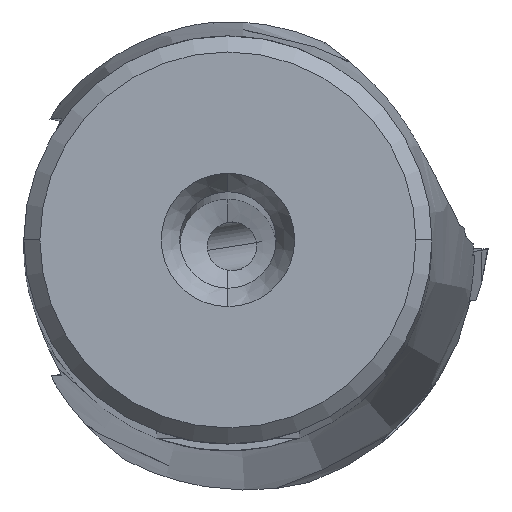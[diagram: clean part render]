
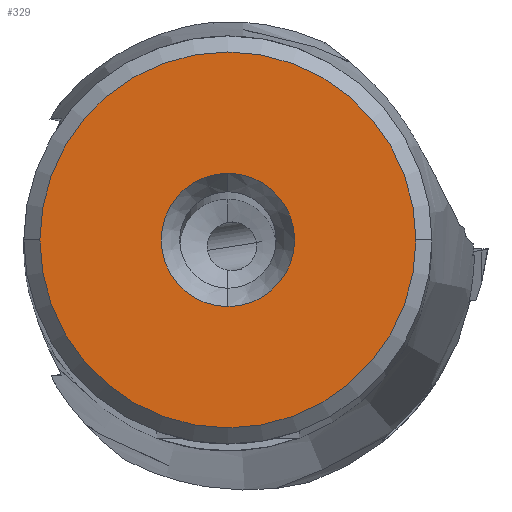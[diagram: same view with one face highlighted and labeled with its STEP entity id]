
A CAD part, top view. The second image highlights one B-rep face of the part: STEP entity #329.
In plain terms, the highlighted planar face has unit normal (0, 0, 1).
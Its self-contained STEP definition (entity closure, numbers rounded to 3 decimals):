
#329=ADVANCED_FACE('',(#469,#470),#432,.T.);
#432=PLANE('',#2193);
#469=FACE_BOUND('',#497,.T.);
#470=FACE_BOUND('',#498,.T.);
#497=EDGE_LOOP('',(#665,#666,#667,#668));
#498=EDGE_LOOP('',(#669,#670));
#665=ORIENTED_EDGE('',*,*,#1450,.F.);
#666=ORIENTED_EDGE('',*,*,#1451,.F.);
#667=ORIENTED_EDGE('',*,*,#1452,.F.);
#668=ORIENTED_EDGE('',*,*,#1453,.F.);
#669=ORIENTED_EDGE('',*,*,#1454,.F.);
#670=ORIENTED_EDGE('',*,*,#1455,.F.);
#1235=VERTEX_POINT('',#3089);
#1236=VERTEX_POINT('',#3090);
#1237=VERTEX_POINT('',#3092);
#1238=VERTEX_POINT('',#3094);
#1239=VERTEX_POINT('',#3097);
#1240=VERTEX_POINT('',#3098);
#1450=EDGE_CURVE('',#1235,#1236,#1742,.T.);
#1451=EDGE_CURVE('',#1237,#1235,#1743,.T.);
#1452=EDGE_CURVE('',#1238,#1237,#1744,.T.);
#1453=EDGE_CURVE('',#1236,#1238,#1745,.T.);
#1454=EDGE_CURVE('',#1239,#1240,#1746,.T.);
#1455=EDGE_CURVE('',#1240,#1239,#1747,.T.);
#1742=CIRCLE('',#2187,11.7);
#1743=CIRCLE('',#2188,11.7);
#1744=CIRCLE('',#2189,11.7);
#1745=CIRCLE('',#2190,11.7);
#1746=CIRCLE('',#2191,4.15);
#1747=CIRCLE('',#2192,4.15);
#2187=AXIS2_PLACEMENT_3D('',#3088,#2494,#2495);
#2188=AXIS2_PLACEMENT_3D('',#3091,#2496,#2497);
#2189=AXIS2_PLACEMENT_3D('',#3093,#2498,#2499);
#2190=AXIS2_PLACEMENT_3D('',#3095,#2500,#2501);
#2191=AXIS2_PLACEMENT_3D('',#3096,#2502,#2503);
#2192=AXIS2_PLACEMENT_3D('',#3099,#2504,#2505);
#2193=AXIS2_PLACEMENT_3D('',#3100,#2506,#2507);
#2494=DIRECTION('',(0.,0.,-1.));
#2495=DIRECTION('',(0.,1.,0.));
#2496=DIRECTION('',(0.,0.,-1.));
#2497=DIRECTION('',(-1.,0.,0.));
#2498=DIRECTION('',(0.,0.,-1.));
#2499=DIRECTION('',(0.,-1.,0.));
#2500=DIRECTION('',(0.,0.,-1.));
#2501=DIRECTION('',(1.,0.,0.));
#2502=DIRECTION('',(0.,0.,1.));
#2503=DIRECTION('',(0.,-1.,0.));
#2504=DIRECTION('',(0.,0.,1.));
#2505=DIRECTION('',(0.,1.,0.));
#2506=DIRECTION('',(0.,0.,1.));
#2507=DIRECTION('',(1.,0.,0.));
#3088=CARTESIAN_POINT('',(0.,0.,0.));
#3089=CARTESIAN_POINT('',(0.,11.7,0.));
#3090=CARTESIAN_POINT('',(11.7,0.,0.));
#3091=CARTESIAN_POINT('',(0.,0.,0.));
#3092=CARTESIAN_POINT('',(-11.7,0.,0.));
#3093=CARTESIAN_POINT('',(0.,0.,0.));
#3094=CARTESIAN_POINT('',(0.,-11.7,0.));
#3095=CARTESIAN_POINT('',(0.,0.,0.));
#3096=CARTESIAN_POINT('',(0.,0.,0.));
#3097=CARTESIAN_POINT('',(0.,-4.15,0.));
#3098=CARTESIAN_POINT('',(0.,4.15,0.));
#3099=CARTESIAN_POINT('',(0.,0.,0.));
#3100=CARTESIAN_POINT('',(0.,0.,0.));
